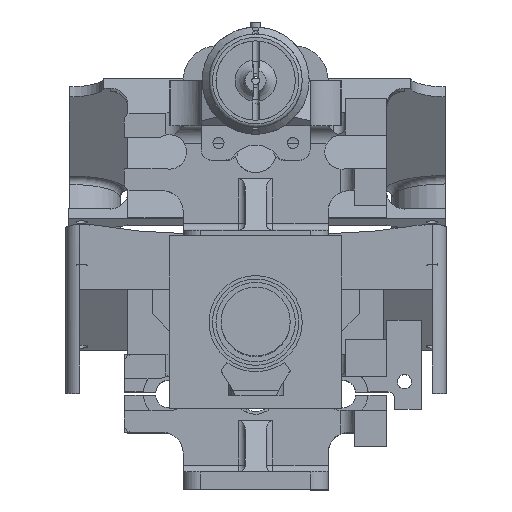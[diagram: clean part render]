
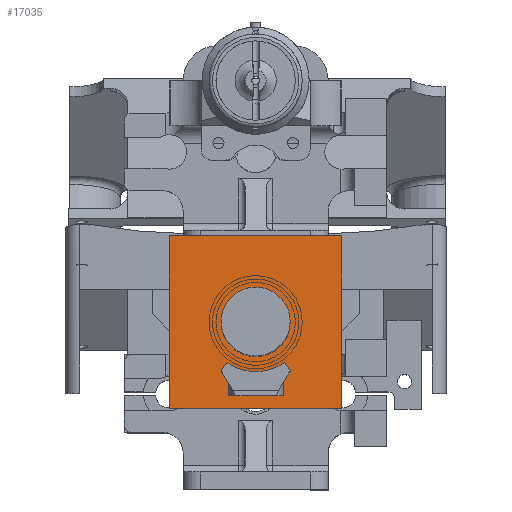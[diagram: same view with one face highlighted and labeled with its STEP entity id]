
A CAD part, top view. The second image highlights one B-rep face of the part: STEP entity #17035.
In plain terms, the highlighted planar face has unit normal (0, 0, 1).
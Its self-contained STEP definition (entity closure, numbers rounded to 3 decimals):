
#542=PLANE('',#18716);
#1171=CIRCLE('',#18717,10.);
#1542=FACE_BOUND('',#3231,.T.);
#2199=FACE_OUTER_BOUND('',#3230,.T.);
#3230=EDGE_LOOP('',(#14535,#14536,#14537,#14538));
#3231=EDGE_LOOP('',(#14539));
#4925=LINE('',#30388,#6340);
#4926=LINE('',#30390,#6341);
#4927=LINE('',#30392,#6342);
#4928=LINE('',#30393,#6343);
#6340=VECTOR('',#22636,10.);
#6341=VECTOR('',#22637,10.);
#6342=VECTOR('',#22638,10.);
#6343=VECTOR('',#22639,10.);
#7940=VERTEX_POINT('',#30386);
#7941=VERTEX_POINT('',#30387);
#7942=VERTEX_POINT('',#30389);
#7943=VERTEX_POINT('',#30391);
#7944=VERTEX_POINT('',#30394);
#10218=EDGE_CURVE('',#7940,#7941,#4925,.T.);
#10219=EDGE_CURVE('',#7941,#7942,#4926,.T.);
#10220=EDGE_CURVE('',#7942,#7943,#4927,.T.);
#10221=EDGE_CURVE('',#7943,#7940,#4928,.T.);
#10222=EDGE_CURVE('',#7944,#7944,#1171,.T.);
#14535=ORIENTED_EDGE('',*,*,#10218,.T.);
#14536=ORIENTED_EDGE('',*,*,#10219,.T.);
#14537=ORIENTED_EDGE('',*,*,#10220,.T.);
#14538=ORIENTED_EDGE('',*,*,#10221,.T.);
#14539=ORIENTED_EDGE('',*,*,#10222,.T.);
#17035=ADVANCED_FACE('',(#2199,#1542),#542,.F.);
#18716=AXIS2_PLACEMENT_3D('',#30385,#22634,#22635);
#18717=AXIS2_PLACEMENT_3D('',#30395,#22640,#22641);
#22634=DIRECTION('center_axis',(0.,0.,
-1.));
#22635=DIRECTION('ref_axis',(1.,0.,0.));
#22636=DIRECTION('',(1.,0.,0.));
#22637=DIRECTION('',(0.,1.,0.));
#22638=DIRECTION('',(-1.,0.,0.));
#22639=DIRECTION('',(0.,-1.,0.));
#22640=DIRECTION('center_axis',(0.,0.,
-1.));
#22641=DIRECTION('ref_axis',(1.,0.,0.));
#30385=CARTESIAN_POINT('Origin',(21.,48.25,106.));
#30386=CARTESIAN_POINT('',(-4.,23.25,106.));
#30387=CARTESIAN_POINT('',(46.,23.25,106.));
#30388=CARTESIAN_POINT('',(-4.,23.25,106.));
#30389=CARTESIAN_POINT('',(46.,73.25,106.));
#30390=CARTESIAN_POINT('',(46.,23.25,106.));
#30391=CARTESIAN_POINT('',(-4.,73.25,106.));
#30392=CARTESIAN_POINT('',(46.,73.25,106.));
#30393=CARTESIAN_POINT('',(-4.,73.25,106.));
#30394=CARTESIAN_POINT('',(11.,48.25,106.));
#30395=CARTESIAN_POINT('Origin',(21.,48.25,106.));
